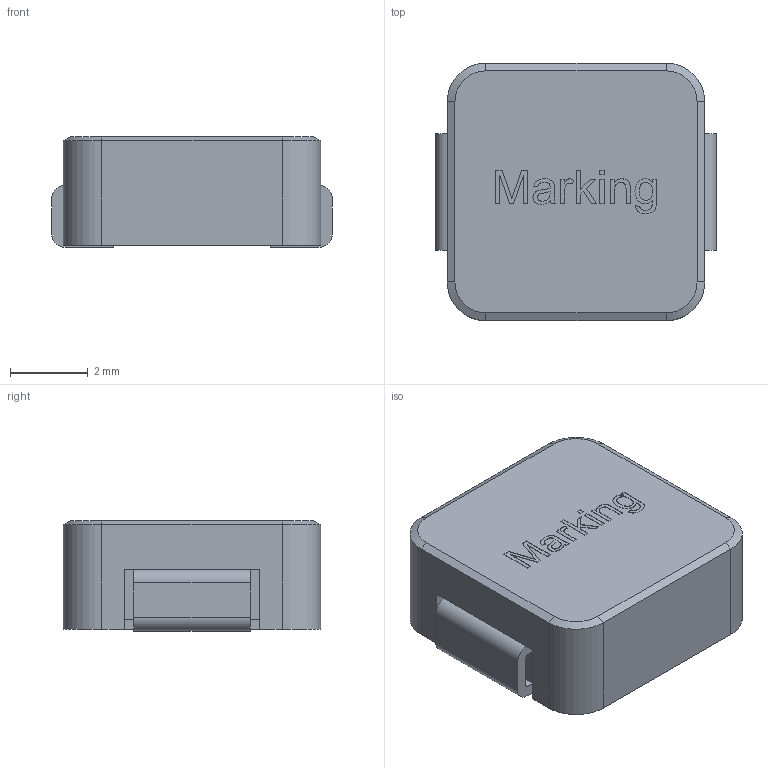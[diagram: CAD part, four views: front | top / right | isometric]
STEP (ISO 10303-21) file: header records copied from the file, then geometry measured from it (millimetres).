
FILE_DESCRIPTION(/* description */ ('Unknown'),/* implementation_level */ '2;1');
FILE_NAME(/* name */ 'IndLHMI_7030',/* time_stamp */ '2020-06-09T09:37:22+02:00',/* author */ ('Unknown'),/* organization */ ('Unknown'),/* preprocessor_version */ 'ST-DEVELOPER v16.7',/* originating_system */ 'DEX',/* authorisation */ $);
FILE_SCHEMA (('AUTOMOTIVE_DESIGN {1 0 10303 214 3 1 1}'));
Length unit declared in the file: millimetre
Products named in the file (3): IndLHMI_7030; pin; base
Assembly tree (2 placements, depth 2):
  IndLHMI_7030
    pin
    base
Bounding box: 7.25 x 6.65 x 2.85 mm (x, y, z)
Volume: 120.9 mm3; surface area: 278.4 mm2
Topology: 2 solids, 2 shells, 126 faces, 334 edges, 220 vertices
Faces by surface type: plane 94, bspline 16, cylinder 12, cone 4
Entity records: 5249 total; most frequent: CARTESIAN_POINT 1588, ORIENTED_EDGE 666, DIRECTION 463, EDGE_CURVE 333, VERTEX_POINT 220, LINE 181, VECTOR 181, AXIS2_PLACEMENT_3D 141
